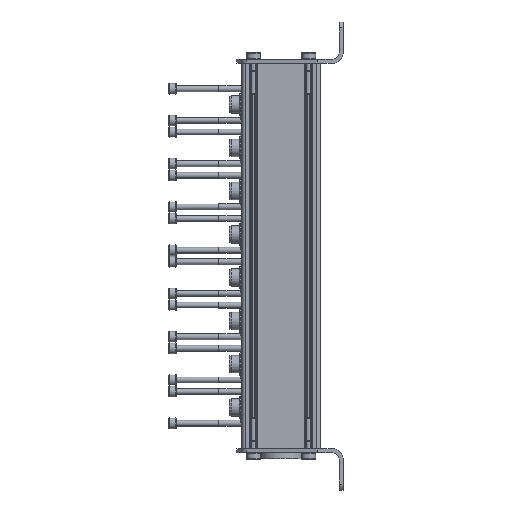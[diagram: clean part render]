
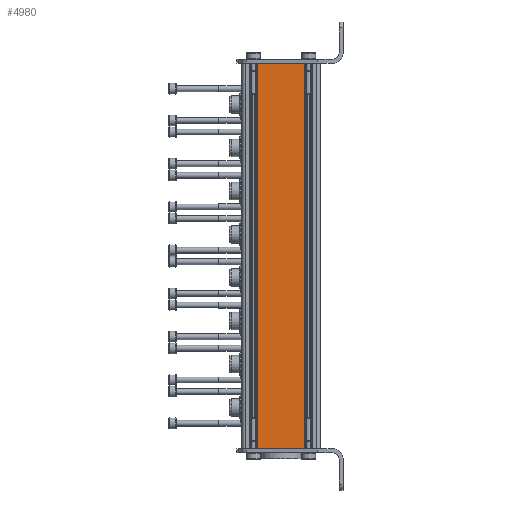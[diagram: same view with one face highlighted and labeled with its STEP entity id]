
A CAD part, left-side view. The second image highlights one B-rep face of the part: STEP entity #4980.
In plain terms, the highlighted planar face has unit normal (-1, 0, 0).
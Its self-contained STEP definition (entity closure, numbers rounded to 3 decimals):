
#378=LINE('',#8203,#698);
#379=LINE('',#8205,#699);
#380=LINE('',#8207,#700);
#381=LINE('',#8209,#701);
#698=VECTOR('',#6415,1000.);
#699=VECTOR('',#6418,1000.);
#700=VECTOR('',#6419,1000.);
#701=VECTOR('',#6420,1000.);
#922=PLANE('',#5464);
#1626=ORIENTED_EDGE('',*,*,#2869,.F.);
#1627=ORIENTED_EDGE('',*,*,#2868,.F.);
#1628=ORIENTED_EDGE('',*,*,#2870,.T.);
#1629=ORIENTED_EDGE('',*,*,#2871,.T.);
#2868=EDGE_CURVE('',#3457,#3456,#378,.T.);
#2869=EDGE_CURVE('',#3456,#3458,#379,.T.);
#2870=EDGE_CURVE('',#3457,#3459,#380,.T.);
#2871=EDGE_CURVE('',#3459,#3458,#381,.T.);
#3456=VERTEX_POINT('',#8200);
#3457=VERTEX_POINT('',#8202);
#3458=VERTEX_POINT('',#8206);
#3459=VERTEX_POINT('',#8208);
#3913=EDGE_LOOP('',(#1626,#1627,#1628,#1629));
#4391=FACE_BOUND('',#3913,.T.);
#4980=ADVANCED_FACE('',(#4391),#922,.T.);
#5464=AXIS2_PLACEMENT_3D('',#8204,#6416,#6417);
#6415=DIRECTION('',(0.,0.,1.));
#6416=DIRECTION('',(-1.,0.,0.));
#6417=DIRECTION('',(0.,0.,1.));
#6418=DIRECTION('',(0.,-1.,0.));
#6419=DIRECTION('',(0.,-1.,0.));
#6420=DIRECTION('',(0.,0.,1.));
#8200=CARTESIAN_POINT('',(-11.5,11.979,0.));
#8202=CARTESIAN_POINT('',(-11.5,11.979,-196.));
#8203=CARTESIAN_POINT('',(-11.5,11.979,-196.));
#8204=CARTESIAN_POINT('',(-11.5,11.979,-196.));
#8205=CARTESIAN_POINT('',(-11.5,11.979,0.));
#8206=CARTESIAN_POINT('',(-11.5,-11.979,0.));
#8207=CARTESIAN_POINT('',(-11.5,11.979,-196.));
#8208=CARTESIAN_POINT('',(-11.5,-11.979,-196.));
#8209=CARTESIAN_POINT('',(-11.5,-11.979,-196.));
